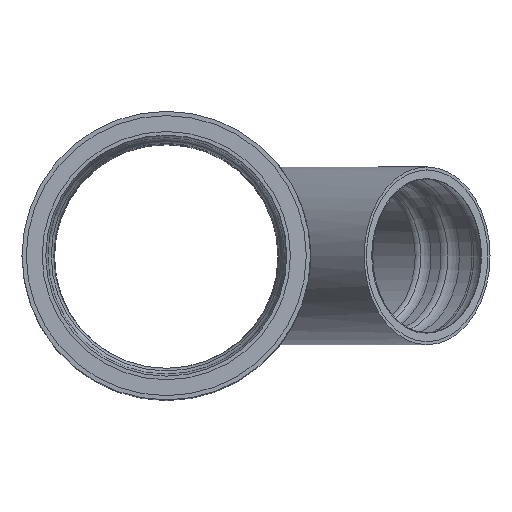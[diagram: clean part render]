
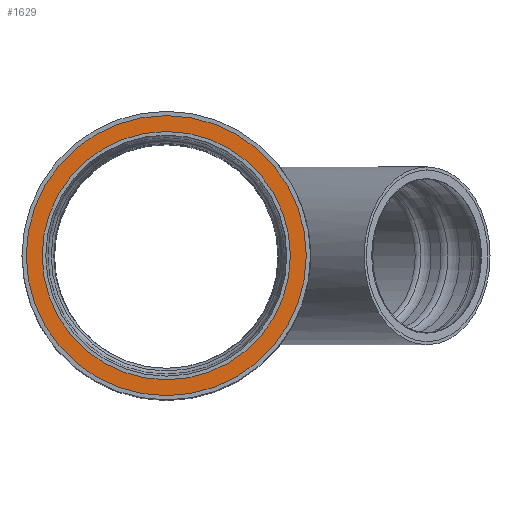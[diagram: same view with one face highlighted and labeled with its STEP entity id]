
A CAD part, top view. The second image highlights one B-rep face of the part: STEP entity #1629.
In plain terms, the highlighted planar face has unit normal (0, 0, 1).
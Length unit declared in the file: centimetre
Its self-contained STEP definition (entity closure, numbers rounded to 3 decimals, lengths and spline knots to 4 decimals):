
#326=FACE_BOUND('',#647,.T.);
#389=CIRCLE('',#1761,117.4142);
#393=CIRCLE('',#1766,132.5);
#512=PLANE('',#1767);
#561=FACE_OUTER_BOUND('',#646,.T.);
#646=EDGE_LOOP('',(#1381));
#647=EDGE_LOOP('',(#1382));
#977=VERTEX_POINT('',#3434);
#980=VERTEX_POINT('',#3442);
#1119=EDGE_CURVE('',#977,#977,#389,.T.);
#1124=EDGE_CURVE('',#980,#980,#393,.T.);
#1381=ORIENTED_EDGE('',*,*,#1124,.T.);
#1382=ORIENTED_EDGE('',*,*,#1119,.T.);
#1629=ADVANCED_FACE('',(#561,#326),#512,.T.);
#1761=AXIS2_PLACEMENT_3D('',#3435,#2107,#2108);
#1766=AXIS2_PLACEMENT_3D('',#3444,#2118,#2119);
#1767=AXIS2_PLACEMENT_3D('',#3445,#2120,#2121);
#2107=DIRECTION('center_axis',(0.,0.,-1.));
#2108=DIRECTION('ref_axis',(1.,0.,0.));
#2118=DIRECTION('center_axis',(0.,0.,1.));
#2119=DIRECTION('ref_axis',(1.,0.,0.));
#2120=DIRECTION('center_axis',(0.,0.,1.));
#2121=DIRECTION('ref_axis',(-1.,0.,0.));
#3434=CARTESIAN_POINT('',(1671.6067,126.077,382.));
#3435=CARTESIAN_POINT('Origin',(1671.6067,243.4913,382.));
#3442=CARTESIAN_POINT('',(1539.1067,243.4913,382.));
#3444=CARTESIAN_POINT('Origin',(1671.6067,243.4913,382.));
#3445=CARTESIAN_POINT('Origin',(1671.6067,243.4913,382.));
